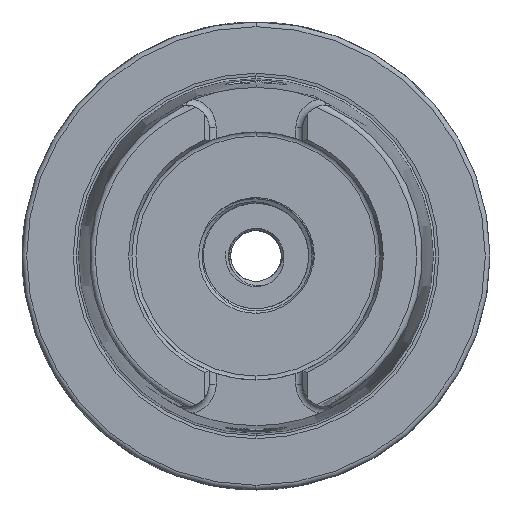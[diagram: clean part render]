
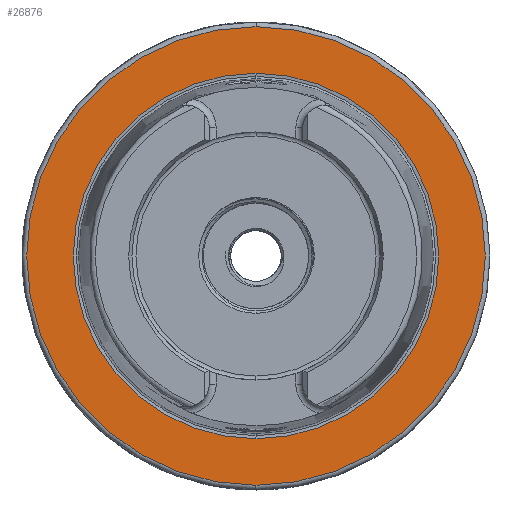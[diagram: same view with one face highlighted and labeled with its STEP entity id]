
A CAD part, left-side view. The second image highlights one B-rep face of the part: STEP entity #26876.
In plain terms, the highlighted planar face has unit normal (-1, 0, 0).
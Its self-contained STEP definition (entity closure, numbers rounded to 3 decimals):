
#107 = CARTESIAN_POINT ( 'NONE',  ( 0., 0., 0. ) ) ;
#108 = DIRECTION ( 'NONE',  ( 1., 0., 0. ) ) ;
#109 = DIRECTION ( 'NONE',  ( 0., 0., -1. ) ) ;
#909 = CARTESIAN_POINT ( 'NONE',  ( 0., 0., 0. ) ) ;
#910 = DIRECTION ( 'NONE',  ( -1., 0., 0. ) ) ;
#911 = DIRECTION ( 'NONE',  ( 0., 0., 1. ) ) ;
#939 = CARTESIAN_POINT ( 'NONE',  ( 0., 0., -49. ) ) ;
#941 = CARTESIAN_POINT ( 'NONE',  ( 0., 0., -39.054 ) ) ;
#1196 = CARTESIAN_POINT ( 'NONE',  ( 0., 0., 49. ) ) ;
#1202 = CARTESIAN_POINT ( 'NONE',  ( 0., 0., 39.054 ) ) ;
#1695 = EDGE_CURVE ( 'NONE', #3365, #25382, #1800, .T. ) ;
#1702 = EDGE_CURVE ( 'NONE', #3367, #25388, #1863, .T. ) ;
#1800 = CIRCLE ( 'NONE', #25785, 49. ) ;
#1862 = CIRCLE ( 'NONE', #27950, 39.054 ) ;
#1863 = CIRCLE ( 'NONE', #25777, 39.054 ) ;
#1950 = CIRCLE ( 'NONE', #27546, 49. ) ;
#3365 = VERTEX_POINT ( 'NONE', #939 ) ;
#3367 = VERTEX_POINT ( 'NONE', #941 ) ;
#7251 = CARTESIAN_POINT ( 'NONE',  ( 0., 0., 0. ) ) ;
#7252 = DIRECTION ( 'NONE',  ( -1., 0., 0. ) ) ;
#7253 = DIRECTION ( 'NONE',  ( 0., 0., 1. ) ) ;
#13088 = ORIENTED_EDGE ( 'NONE', *, *, #26715, .T. ) ;
#13089 = ORIENTED_EDGE ( 'NONE', *, *, #1695, .T. ) ;
#13090 = ORIENTED_EDGE ( 'NONE', *, *, #1702, .T. ) ;
#13091 = ORIENTED_EDGE ( 'NONE', *, *, #26586, .T. ) ;
#14745 = PLANE ( 'NONE',  #25962 ) ;
#14746 = CARTESIAN_POINT ( 'NONE',  ( 0., 39.054, 0. ) ) ;
#14747 = DIRECTION ( 'NONE',  ( -1., 0., 0. ) ) ;
#14748 = DIRECTION ( 'NONE',  ( 0., 0., 1. ) ) ;
#15679 = CARTESIAN_POINT ( 'NONE',  ( 0., 0., 0. ) ) ;
#15680 = DIRECTION ( 'NONE',  ( 1., 0., 0. ) ) ;
#15681 = DIRECTION ( 'NONE',  ( 0., 0., -1. ) ) ;
#19786 = EDGE_LOOP ( 'NONE', ( #13091, #13090 ) ) ;
#19787 = EDGE_LOOP ( 'NONE', ( #13088, #13089 ) ) ;
#25382 = VERTEX_POINT ( 'NONE', #1196 ) ;
#25388 = VERTEX_POINT ( 'NONE', #1202 ) ;
#25777 = AXIS2_PLACEMENT_3D ( 'NONE', #107, #108, #109 ) ;
#25785 = AXIS2_PLACEMENT_3D ( 'NONE', #909, #910, #911 ) ;
#25957 = FACE_OUTER_BOUND ( 'NONE', #19787, .T. ) ;
#25960 = FACE_BOUND ( 'NONE', #19786, .T. ) ;
#25962 = AXIS2_PLACEMENT_3D ( 'NONE', #14746, #14747, #14748 ) ;
#26586 = EDGE_CURVE ( 'NONE', #25388, #3367, #1862, .T. ) ;
#26715 = EDGE_CURVE ( 'NONE', #25382, #3365, #1950, .T. ) ;
#26876 = ADVANCED_FACE ( 'NONE', ( #25957, #25960 ), #14745, .T. ) ;
#27546 = AXIS2_PLACEMENT_3D ( 'NONE', #7251, #7252, #7253 ) ;
#27950 = AXIS2_PLACEMENT_3D ( 'NONE', #15679, #15680, #15681 ) ;
